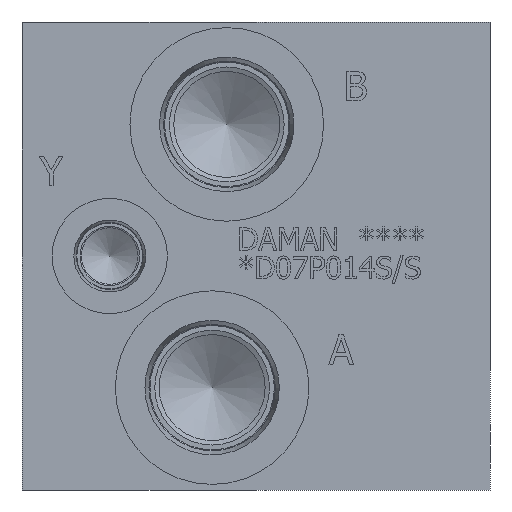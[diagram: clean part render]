
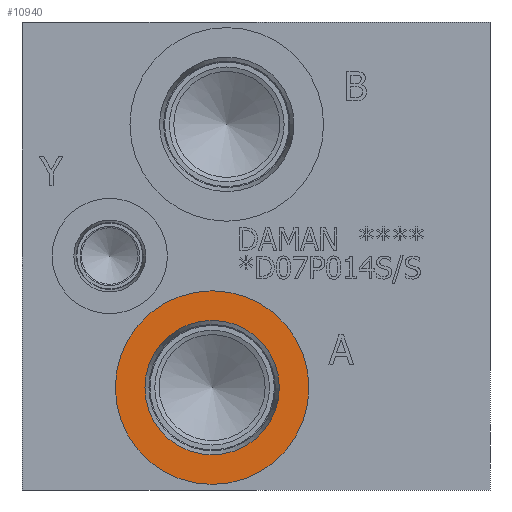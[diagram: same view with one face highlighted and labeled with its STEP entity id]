
A CAD part, front view. The second image highlights one B-rep face of the part: STEP entity #10940.
In plain terms, the highlighted planar face has unit normal (0, -1, 0).
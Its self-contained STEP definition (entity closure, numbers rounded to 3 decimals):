
#288=CIRCLE('',#11560,21.019);
#289=CIRCLE('',#11561,21.019);
#290=CIRCLE('',#11563,14.592);
#291=CIRCLE('',#11564,14.592);
#465=FACE_BOUND('',#1960,.T.);
#1329=FACE_OUTER_BOUND('',#1959,.T.);
#1959=EDGE_LOOP('',(#9345,#9346));
#1960=EDGE_LOOP('',(#9347,#9348));
#5020=VERTEX_POINT('',#18503);
#5021=VERTEX_POINT('',#18505);
#5022=VERTEX_POINT('',#18509);
#5023=VERTEX_POINT('',#18510);
#6502=EDGE_CURVE('',#5020,#5021,#288,.T.);
#6503=EDGE_CURVE('',#5021,#5020,#289,.T.);
#6504=EDGE_CURVE('',#5022,#5023,#290,.T.);
#6505=EDGE_CURVE('',#5023,#5022,#291,.T.);
#9345=ORIENTED_EDGE('',*,*,#6503,.F.);
#9346=ORIENTED_EDGE('',*,*,#6502,.F.);
#9347=ORIENTED_EDGE('',*,*,#6504,.T.);
#9348=ORIENTED_EDGE('',*,*,#6505,.T.);
#10029=PLANE('',#11562);
#10940=ADVANCED_FACE('',(#1329,#465),#10029,.F.);
#11560=AXIS2_PLACEMENT_3D('',#18506,#13785,#13786);
#11561=AXIS2_PLACEMENT_3D('',#18507,#13787,#13788);
#11562=AXIS2_PLACEMENT_3D('',#18508,#13789,#13790);
#11563=AXIS2_PLACEMENT_3D('',#18511,#13791,#13792);
#11564=AXIS2_PLACEMENT_3D('',#18512,#13793,#13794);
#13785=DIRECTION('center_axis',(0.,1.,0.));
#13786=DIRECTION('ref_axis',(1.,0.,0.));
#13787=DIRECTION('center_axis',(0.,1.,0.));
#13788=DIRECTION('ref_axis',(1.,0.,0.));
#13789=DIRECTION('center_axis',(0.,1.,0.));
#13790=DIRECTION('ref_axis',(0.,0.,1.));
#13791=DIRECTION('center_axis',(0.,1.,0.));
#13792=DIRECTION('ref_axis',(1.,0.,0.));
#13793=DIRECTION('center_axis',(0.,1.,0.));
#13794=DIRECTION('ref_axis',(1.,0.,0.));
#18503=CARTESIAN_POINT('',(20.257,0.787,22.225));
#18505=CARTESIAN_POINT('',(62.294,0.787,22.225));
#18506=CARTESIAN_POINT('Origin',(41.275,0.787,22.225));
#18507=CARTESIAN_POINT('Origin',(41.275,0.787,22.225));
#18508=CARTESIAN_POINT('Origin',(55.867,0.787,22.225));
#18509=CARTESIAN_POINT('',(55.867,0.787,22.225));
#18510=CARTESIAN_POINT('',(26.683,0.787,22.225));
#18511=CARTESIAN_POINT('Origin',(41.275,0.787,22.225));
#18512=CARTESIAN_POINT('Origin',(41.275,0.787,22.225));
